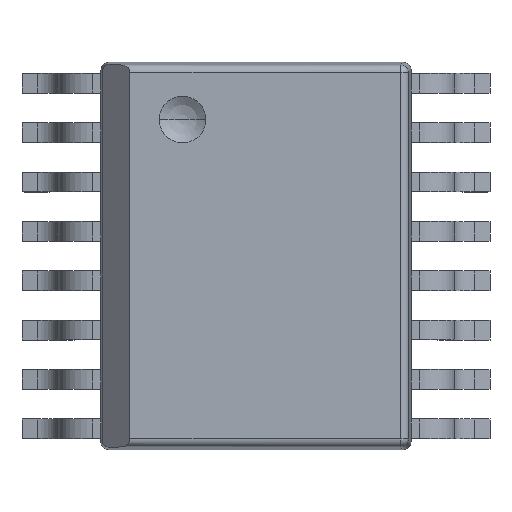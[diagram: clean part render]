
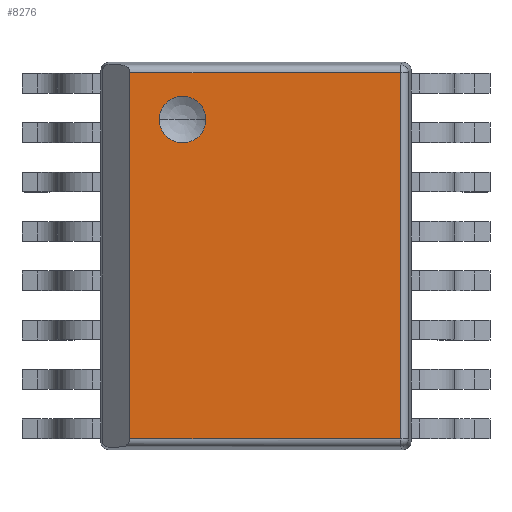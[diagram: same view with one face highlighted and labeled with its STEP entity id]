
A CAD part, top view. The second image highlights one B-rep face of the part: STEP entity #8276.
In plain terms, the highlighted planar face has unit normal (0, 0, 1).
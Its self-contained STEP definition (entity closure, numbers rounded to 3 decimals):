
#22 = VERTEX_POINT('',#23);
#23 = CARTESIAN_POINT('',(-1.244,1.754,1.771));
#33 = VERTEX_POINT('',#34);
#34 = CARTESIAN_POINT('',(-0.644,1.754,1.771));
#41 = EDGE_CURVE('',#33,#22,#42,.T.);
#42 = CIRCLE('',#43,0.3);
#43 = AXIS2_PLACEMENT_3D('',#44,#45,#46);
#44 = CARTESIAN_POINT('',(-0.944,1.754,1.771));
#45 = DIRECTION('',(0.,0.,-1.));
#46 = DIRECTION('',(-1.,0.,0.));
#5698 = VERTEX_POINT('',#5699);
#5699 = CARTESIAN_POINT('',(-1.623,2.355,1.771));
#5706 = EDGE_CURVE('',#5698,#5707,#5709,.T.);
#5707 = VERTEX_POINT('',#5708);
#5708 = CARTESIAN_POINT('',(1.86,2.355,1.771));
#5709 = LINE('',#5710,#5711);
#5710 = CARTESIAN_POINT('',(-1.995,2.355,1.771));
#5711 = VECTOR('',#5712,1.);
#5712 = DIRECTION('',(1.,0.,0.));
#6981 = VERTEX_POINT('',#6982);
#6982 = CARTESIAN_POINT('',(-1.623,-2.355,1.771));
#6991 = VERTEX_POINT('',#6992);
#6992 = CARTESIAN_POINT('',(1.86,-2.355,1.771));
#6999 = EDGE_CURVE('',#6991,#6981,#7000,.T.);
#7000 = LINE('',#7001,#7002);
#7001 = CARTESIAN_POINT('',(-1.995,-2.355,1.771));
#7002 = VECTOR('',#7003,1.);
#7003 = DIRECTION('',(-1.,0.,0.));
#8276 = ADVANCED_FACE('',(#8277,#8287),#8303,.T.);
#8277 = FACE_BOUND('',#8278,.T.);
#8278 = EDGE_LOOP('',(#8279,#8286));
#8279 = ORIENTED_EDGE('',*,*,#8280,.T.);
#8280 = EDGE_CURVE('',#22,#33,#8281,.T.);
#8281 = CIRCLE('',#8282,0.3);
#8282 = AXIS2_PLACEMENT_3D('',#8283,#8284,#8285);
#8283 = CARTESIAN_POINT('',(-0.944,1.754,1.771));
#8284 = DIRECTION('',(0.,0.,-1.));
#8285 = DIRECTION('',(-1.,0.,0.));
#8286 = ORIENTED_EDGE('',*,*,#41,.T.);
#8287 = FACE_BOUND('',#8288,.T.);
#8288 = EDGE_LOOP('',(#8289,#8295,#8296,#8302));
#8289 = ORIENTED_EDGE('',*,*,#8290,.T.);
#8290 = EDGE_CURVE('',#6991,#5707,#8291,.T.);
#8291 = LINE('',#8292,#8293);
#8292 = CARTESIAN_POINT('',(1.86,2.49,1.771));
#8293 = VECTOR('',#8294,1.);
#8294 = DIRECTION('',(0.,1.,0.));
#8295 = ORIENTED_EDGE('',*,*,#5706,.F.);
#8296 = ORIENTED_EDGE('',*,*,#8297,.T.);
#8297 = EDGE_CURVE('',#5698,#6981,#8298,.T.);
#8298 = LINE('',#8299,#8300);
#8299 = CARTESIAN_POINT('',(-1.623,2.49,1.771));
#8300 = VECTOR('',#8301,1.);
#8301 = DIRECTION('',(0.,-1.,0.));
#8302 = ORIENTED_EDGE('',*,*,#6999,.F.);
#8303 = PLANE('',#8304);
#8304 = AXIS2_PLACEMENT_3D('',#8305,#8306,#8307);
#8305 = CARTESIAN_POINT('',(1.995,2.49,1.771));
#8306 = DIRECTION('',(0.,0.,1.));
#8307 = DIRECTION('',(1.,0.,0.));
